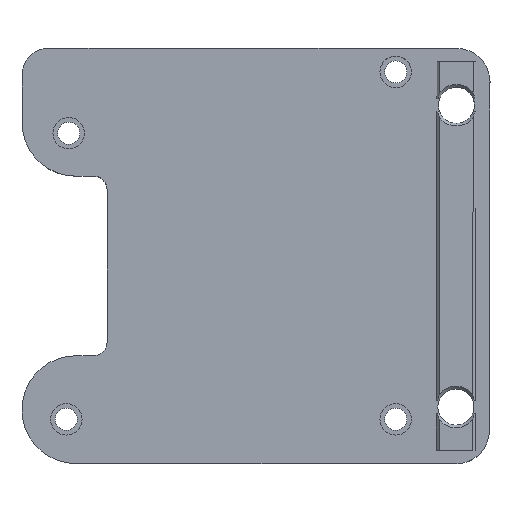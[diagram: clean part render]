
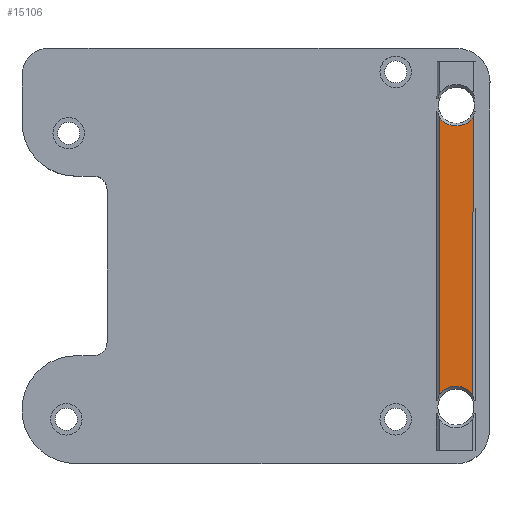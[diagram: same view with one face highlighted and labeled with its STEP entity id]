
A CAD part, top view. The second image highlights one B-rep face of the part: STEP entity #15106.
In plain terms, the highlighted planar face has unit normal (0, 0, 1).
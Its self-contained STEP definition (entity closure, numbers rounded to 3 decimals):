
#692=CIRCLE('',#16325,3.1);
#693=CIRCLE('',#16327,3.1);
#1688=FACE_OUTER_BOUND('',#2661,.T.);
#2661=EDGE_LOOP('',(#13034,#13035,#13036,#13037));
#4256=LINE('',#25995,#5893);
#4257=LINE('',#25998,#5894);
#5893=VECTOR('',#20064,10.);
#5894=VECTOR('',#20067,10.);
#7206=VERTEX_POINT('',#25977);
#7207=VERTEX_POINT('',#25981);
#7209=VERTEX_POINT('',#25994);
#7210=VERTEX_POINT('',#25996);
#9213=EDGE_CURVE('',#7206,#7207,#692,.T.);
#9217=EDGE_CURVE('',#7209,#7206,#4256,.T.);
#9218=EDGE_CURVE('',#7210,#7209,#693,.T.);
#9219=EDGE_CURVE('',#7207,#7210,#4257,.T.);
#13034=ORIENTED_EDGE('',*,*,#9213,.F.);
#13035=ORIENTED_EDGE('',*,*,#9217,.F.);
#13036=ORIENTED_EDGE('',*,*,#9218,.F.);
#13037=ORIENTED_EDGE('',*,*,#9219,.F.);
#14230=PLANE('',#16326);
#15106=ADVANCED_FACE('',(#1688),#14230,.T.);
#16325=AXIS2_PLACEMENT_3D('',#25982,#20060,#20061);
#16326=AXIS2_PLACEMENT_3D('',#25993,#20062,#20063);
#16327=AXIS2_PLACEMENT_3D('',#25997,#20065,#20066);
#20060=DIRECTION('center_axis',(0.,0.,1.));
#20061=DIRECTION('ref_axis',(1.,0.,0.));
#20062=DIRECTION('center_axis',(0.,0.,1.));
#20063=DIRECTION('ref_axis',(1.,0.,0.));
#20064=DIRECTION('',(-0.002,-1.,0.));
#20065=DIRECTION('center_axis',(0.,0.,1.));
#20066=DIRECTION('ref_axis',(-1.,0.,0.));
#20067=DIRECTION('',(0.002,1.,0.));
#25977=CARTESIAN_POINT('',(37.336,-20.741,7.));
#25981=CARTESIAN_POINT('',(32.336,-20.732,7.));
#25982=CARTESIAN_POINT('Origin',(34.832,-22.57,7.));
#25993=CARTESIAN_POINT('Origin',(34.873,-0.07,7.));
#25994=CARTESIAN_POINT('',(37.41,20.593,7.));
#25995=CARTESIAN_POINT('',(37.347,-14.567,7.));
#25996=CARTESIAN_POINT('',(32.41,20.602,7.));
#25997=CARTESIAN_POINT('Origin',(34.914,22.43,7.));
#25998=CARTESIAN_POINT('',(32.399,14.428,7.));
